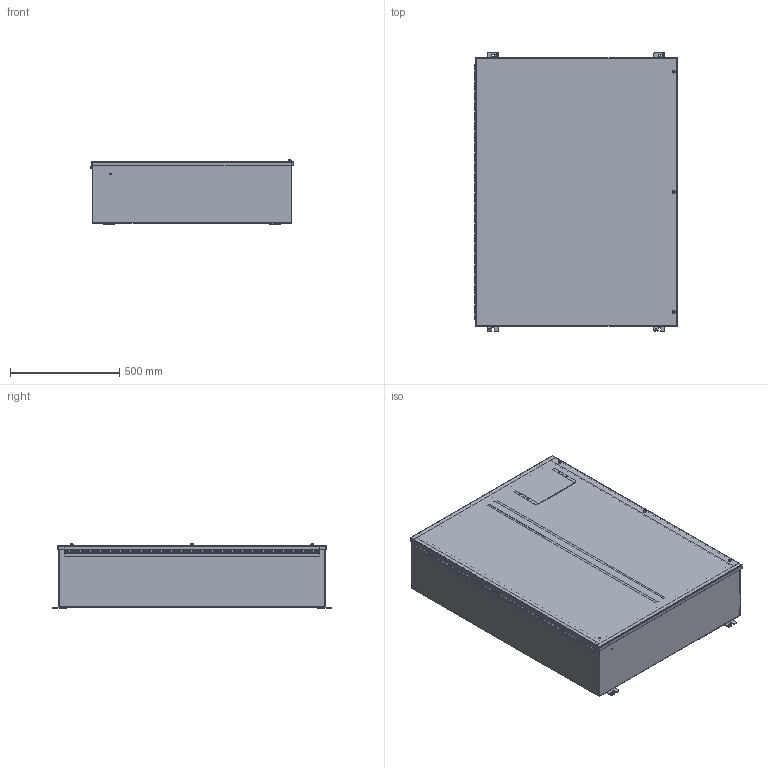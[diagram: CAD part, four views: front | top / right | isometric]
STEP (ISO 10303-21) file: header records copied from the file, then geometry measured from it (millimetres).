
FILE_DESCRIPTION (( 'STEP AP203' ), '1' );
FILE_NAME ('1418JS11_Default.step', '2019-10-31T18:04:17', ( '' ), ( '' ), 'SwSTEP 2.0', 'SolidWorks 2018', '' );
FILE_SCHEMA (( 'CONFIG_CONTROL_DESIGN' ));
Length unit declared in the file: inch
Products named in the file (1): 1418JS11_Default
Bounding box: 929.73 x 1276.35 x 293.9 mm (x, y, z)
Volume: 10512332.1 mm3; surface area: 10456792.9 mm2
Topology: 50 solids, 50 shells, 1421 faces, 3643 edges, 2358 vertices
Faces by surface type: plane 820, cylinder 523, bspline 56, cone 22
Entity records: 43772 total; most frequent: CARTESIAN_POINT 8531, DIRECTION 7407, ORIENTED_EDGE 7282, EDGE_CURVE 3641, AXIS2_PLACEMENT_3D 2482, VECTOR 2443, LINE 2443, VERTEX_POINT 2358
